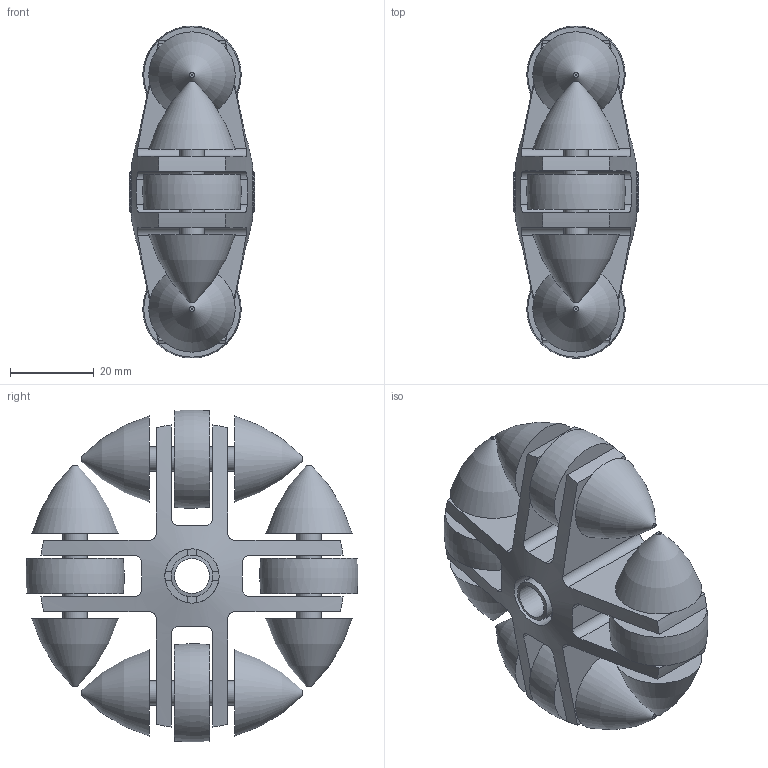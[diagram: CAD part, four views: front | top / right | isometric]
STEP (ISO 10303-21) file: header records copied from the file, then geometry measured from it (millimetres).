
FILE_DESCRIPTION(/* description */ ('Unknown'),/* implementation_level */ '2;1');
FILE_NAME(/* name */ '980-03-00 Rolka fi 80',/* time_stamp */ '2022-12-01T13:38:34+01:00',/* author */ ('Unknown'),/* organization */ ('Unknown'),/* preprocessor_version */ 'ST-DEVELOPER v16.7',/* originating_system */ 'Solid Edge',/* authorisation */ 'Unknown');
FILE_SCHEMA (('AUTOMOTIVE_DESIGN {1 0 10303 214 3 1 1}'));
Length unit declared in the file: millimetre
Products named in the file (4): 980-03-00 Rolka fi 80; 980-02-00; 980-02-01; 980-02-02
Assembly tree (6 placements, depth 3):
  980-03-00 Rolka fi 80
    980-02-00
      980-02-01
      980-02-02  x4
Bounding box: 30 x 79.49 x 79.49 mm (x, y, z)
Volume: 62383 mm3; surface area: 29128 mm2
Topology: 5 solids, 5 shells, 137 faces, 334 edges, 221 vertices
Faces by surface type: plane 76, cylinder 45, torus 12, cone 4
Full cylindrical faces by diameter (mm): 0.2 x4, 4 x8, 5.8 x8, 8.3 x1, 10 x2, 13 x2
Entity records: 3321 total; most frequent: CARTESIAN_POINT 768, ORIENTED_EDGE 500, DIRECTION 484, EDGE_CURVE 250, AXIS2_PLACEMENT_3D 190, VERTEX_POINT 178, EDGE_LOOP 146, FACE_BOUND 146
